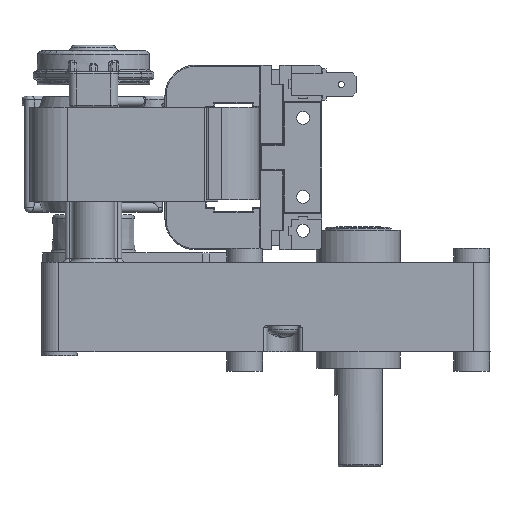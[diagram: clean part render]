
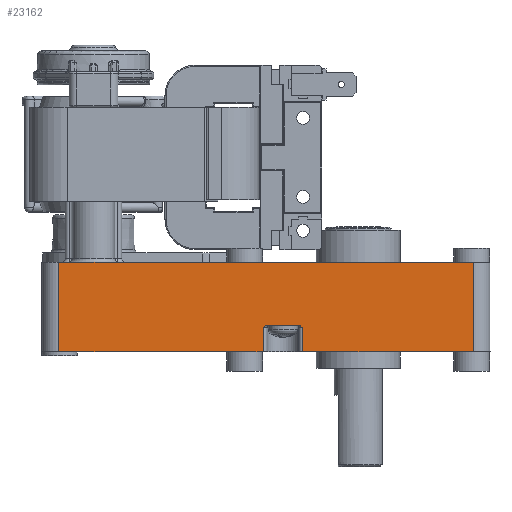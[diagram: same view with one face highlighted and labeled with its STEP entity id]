
A CAD part, left-side view. The second image highlights one B-rep face of the part: STEP entity #23162.
In plain terms, the highlighted planar face has unit normal (-1, 0, 0).
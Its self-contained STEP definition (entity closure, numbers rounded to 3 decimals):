
#8821=CARTESIAN_POINT('',(-29.28,31.627,-3.));
#8822=VERTEX_POINT('',#8821);
#8830=CARTESIAN_POINT('',(-29.28,39.891,-3.));
#8831=VERTEX_POINT('',#8830);
#8832=CARTESIAN_POINT('',(-29.28,39.891,-3.));
#8833=DIRECTION('',(0.0,-1.0,0.0));
#8834=VECTOR('',#8833,8.264);
#8835=LINE('',#8832,#8834);
#8836=EDGE_CURVE('',#8831,#8822,#8835,.T.);
#18682=CARTESIAN_POINT('',(-29.28,30.509,-3.5));
#18683=VERTEX_POINT('',#18682);
#18691=CARTESIAN_POINT('',(-29.28,30.509,-3.5));
#18692=CARTESIAN_POINT('',(-29.28,30.707,-3.36));
#18693=CARTESIAN_POINT('',(-29.28,30.947,-3.194));
#18694=CARTESIAN_POINT('',(-29.28,31.308,-3.044));
#18695=CARTESIAN_POINT('',(-29.28,31.479,-3.));
#18696=CARTESIAN_POINT('',(-29.28,31.627,-3.));
#18697=B_SPLINE_CURVE_WITH_KNOTS('',3,(#18691,#18692,#18693,#18694,#18695,#18696),.UNSPECIFIED.,.F.,.U.,(4,2,4),(-0.401,-0.328,-0.283),.UNSPECIFIED.);
#18698=EDGE_CURVE('',#18683,#8822,#18697,.T.);
#18753=CARTESIAN_POINT('',(-29.28,41.009,-3.5));
#18754=VERTEX_POINT('',#18753);
#18755=CARTESIAN_POINT('',(-29.28,39.891,-3.));
#18756=CARTESIAN_POINT('',(-29.28,40.039,-3.));
#18757=CARTESIAN_POINT('',(-29.28,40.211,-3.044));
#18758=CARTESIAN_POINT('',(-29.28,40.571,-3.194));
#18759=CARTESIAN_POINT('',(-29.28,40.811,-3.36));
#18760=CARTESIAN_POINT('',(-29.28,41.009,-3.5));
#18761=B_SPLINE_CURVE_WITH_KNOTS('',3,(#18755,#18756,#18757,#18758,#18759,#18760),.UNSPECIFIED.,.F.,.U.,(4,2,4),(-0.117,-0.073,0.),.UNSPECIFIED.);
#18762=EDGE_CURVE('',#8831,#18754,#18761,.T.);
#19591=CARTESIAN_POINT('',(-29.28,-14.416,-10.));
#19592=VERTEX_POINT('',#19591);
#19671=CARTESIAN_POINT('',(-29.28,45.934,-10.));
#19672=VERTEX_POINT('',#19671);
#20071=CARTESIAN_POINT('',(-29.28,-14.793,-10.));
#20072=VERTEX_POINT('',#20071);
#20080=CARTESIAN_POINT('',(-29.28,-14.416,-10.));
#20081=DIRECTION('',(0.0,-1.0,0.0));
#20082=VECTOR('',#20081,0.377);
#20083=LINE('',#20080,#20082);
#20084=EDGE_CURVE('',#19592,#20072,#20083,.T.);
#20087=CARTESIAN_POINT('',(-29.28,30.509,-10.));
#20088=VERTEX_POINT('',#20087);
#20089=CARTESIAN_POINT('',(-29.28,30.509,-10.));
#20090=DIRECTION('',(0.0,-1.0,0.0));
#20091=VECTOR('',#20090,44.925);
#20092=LINE('',#20089,#20091);
#20093=EDGE_CURVE('',#20088,#19592,#20092,.T.);
#20129=CARTESIAN_POINT('',(-29.28,41.009,-10.));
#20130=VERTEX_POINT('',#20129);
#20138=CARTESIAN_POINT('',(-29.28,45.934,-10.));
#20139=DIRECTION('',(0.0,-1.0,0.0));
#20140=VECTOR('',#20139,4.925);
#20141=LINE('',#20138,#20140);
#20142=EDGE_CURVE('',#19672,#20130,#20141,.T.);
#20145=CARTESIAN_POINT('',(-29.28,95.333,-10.0));
#20146=VERTEX_POINT('',#20145);
#20147=CARTESIAN_POINT('',(-29.28,95.333,-10.0));
#20148=DIRECTION('',(0.0,-1.0,0.0));
#20149=VECTOR('',#20148,49.399);
#20150=LINE('',#20147,#20149);
#20151=EDGE_CURVE('',#20146,#19672,#20150,.T.);
#20308=CARTESIAN_POINT('',(-29.28,41.009,-3.5));
#20309=DIRECTION('',(0.0,0.0,-1.0));
#20310=VECTOR('',#20309,6.5);
#20311=LINE('',#20308,#20310);
#20312=EDGE_CURVE('',#18754,#20130,#20311,.T.);
#20383=CARTESIAN_POINT('',(-29.28,30.509,-3.5));
#20384=DIRECTION('',(0.0,0.0,-1.0));
#20385=VECTOR('',#20384,6.5);
#20386=LINE('',#20383,#20385);
#20387=EDGE_CURVE('',#18683,#20088,#20386,.T.);
#21603=CARTESIAN_POINT('',(-29.28,95.333,13.8));
#21604=VERTEX_POINT('',#21603);
#21612=CARTESIAN_POINT('',(-29.28,45.934,13.8));
#21613=VERTEX_POINT('',#21612);
#21614=CARTESIAN_POINT('',(-29.28,45.934,13.8));
#21615=DIRECTION('',(0.0,1.0,0.0));
#21616=VECTOR('',#21615,49.399);
#21617=LINE('',#21614,#21616);
#21618=EDGE_CURVE('',#21613,#21604,#21617,.T.);
#21627=CARTESIAN_POINT('',(-29.28,-14.416,13.8));
#21628=VERTEX_POINT('',#21627);
#21629=CARTESIAN_POINT('',(-29.28,-14.416,13.8));
#21630=DIRECTION('',(0.0,1.0,0.0));
#21631=VECTOR('',#21630,60.35);
#21632=LINE('',#21629,#21631);
#21633=EDGE_CURVE('',#21628,#21613,#21632,.T.);
#21642=CARTESIAN_POINT('',(-29.28,-14.793,13.8));
#21643=VERTEX_POINT('',#21642);
#21644=CARTESIAN_POINT('',(-29.28,-14.793,13.8));
#21645=DIRECTION('',(0.0,1.0,0.0));
#21646=VECTOR('',#21645,0.377);
#21647=LINE('',#21644,#21646);
#21648=EDGE_CURVE('',#21643,#21628,#21647,.T.);
#23127=CARTESIAN_POINT('',(-29.28,95.333,13.8));
#23128=DIRECTION('',(0.0,0.0,-1.0));
#23129=VECTOR('',#23128,23.8);
#23130=LINE('',#23127,#23129);
#23131=EDGE_CURVE('',#21604,#20146,#23130,.T.);
#23136=CARTESIAN_POINT('',(-29.28,-14.793,0.0));
#23137=DIRECTION('',(-1.0,0.0,0.0));
#23138=DIRECTION('',(0.0,0.0,1.0));
#23139=AXIS2_PLACEMENT_3D('',#23136,#23137,#23138);
#23140=PLANE('',#23139);
#23141=ORIENTED_EDGE('',*,*,#21618,.T.);
#23142=ORIENTED_EDGE('',*,*,#23131,.T.);
#23143=ORIENTED_EDGE('',*,*,#20151,.T.);
#23144=ORIENTED_EDGE('',*,*,#20142,.T.);
#23145=ORIENTED_EDGE('',*,*,#20312,.F.);
#23146=ORIENTED_EDGE('',*,*,#18762,.F.);
#23147=ORIENTED_EDGE('',*,*,#8836,.T.);
#23148=ORIENTED_EDGE('',*,*,#18698,.F.);
#23149=ORIENTED_EDGE('',*,*,#20387,.T.);
#23150=ORIENTED_EDGE('',*,*,#20093,.T.);
#23151=ORIENTED_EDGE('',*,*,#20084,.T.);
#23152=CARTESIAN_POINT('',(-29.28,-14.793,13.8));
#23153=DIRECTION('',(0.0,0.0,-1.0));
#23154=VECTOR('',#23153,23.8);
#23155=LINE('',#23152,#23154);
#23156=EDGE_CURVE('',#21643,#20072,#23155,.T.);
#23157=ORIENTED_EDGE('',*,*,#23156,.F.);
#23158=ORIENTED_EDGE('',*,*,#21648,.T.);
#23159=ORIENTED_EDGE('',*,*,#21633,.T.);
#23160=EDGE_LOOP('',(#23141,#23142,#23143,#23144,#23145,#23146,#23147,#23148,#23149,#23150,#23151,#23157,#23158,#23159));
#23161=FACE_OUTER_BOUND('',#23160,.T.);
#23162=ADVANCED_FACE('',(#23161),#23140,.T.);
